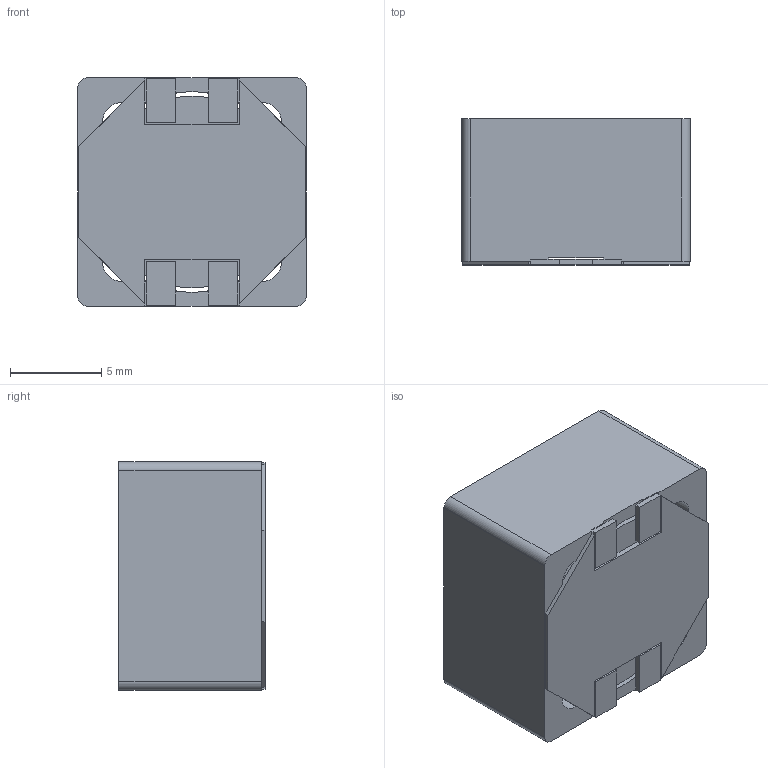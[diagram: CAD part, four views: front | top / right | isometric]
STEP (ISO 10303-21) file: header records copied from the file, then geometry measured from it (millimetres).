
FILE_DESCRIPTION((''),'2;1');
FILE_NAME('SRF1280','2012-08-02T',('ryans'),('Bourns, Inc.'),'PRO/ENGINEER BY PARAMETRIC TECHNOLOGY CORPORATION, 2010100','PRO/ENGINEER BY PARAMETRIC TECHNOLOGY CORPORATION, 2010100','');
FILE_SCHEMA(('CONFIG_CONTROL_DESIGN'));
Length unit declared in the file: millimetre
Products named in the file (1): SRF1280
Bounding box: 12.5 x 8 x 12.5 mm (x, y, z)
Volume: 1120.2 mm3; surface area: 1326.8 mm2
Topology: 1 solids, 1 shells, 95 faces, 326 edges, 212 vertices
Faces by surface type: plane 81, cylinder 14
Entity records: 3574 total; most frequent: ORIENTED_EDGE 652, CARTESIAN_POINT 633, DIRECTION 576, EDGE_CURVE 326, VECTOR 266, LINE 266, VERTEX_POINT 212, AXIS2_PLACEMENT_3D 155
